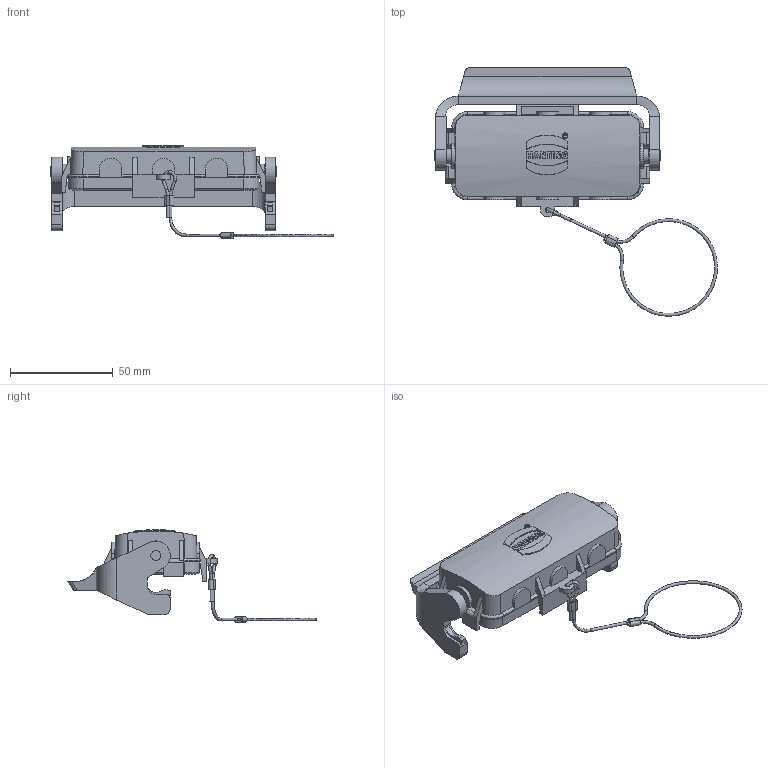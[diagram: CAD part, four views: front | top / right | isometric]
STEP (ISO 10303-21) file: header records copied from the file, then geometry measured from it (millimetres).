
FILE_DESCRIPTION(/* description */ (''),/* implementation_level */ '2;1');
FILE_NAME(/* name */ '100095444ugm000_d.stp',/* time_stamp */ '2019-09-06T10:27:07+02:00',/* author */ (''),/* organization */ (''),/* preprocessor_version */ 'ST-DEVELOPER v16.7',/* originating_system */ 'SIEMENS PLM Software NX 12.0',/* authorisation */ '');
FILE_SCHEMA (('AUTOMOTIVE_DESIGN { 1 0 10303 214 3 1 1 1 }'));
Length unit declared in the file: millimetre
Products named in the file (1): 100095444ugm000_d
Bounding box: 137.6 x 120.81 x 45.06 mm (x, y, z)
Volume: 43174.5 mm3; surface area: 30442.5 mm2
Topology: 2 solids, 2 shells, 383 faces, 1028 edges, 671 vertices
Faces by surface type: plane 201, cylinder 86, bspline 76, torus 8, cone 6, extrusion 6
Full cylindrical faces by diameter (mm): 2.1 x1, 4.8 x4, 7 x2
Entity records: 16249 total; most frequent: CARTESIAN_POINT 5756, ORIENTED_EDGE 1974, DIRECTION 1521, EDGE_CURVE 987, VERTEX_POINT 656, VECTOR 577, LINE 571, AXIS2_PLACEMENT_3D 472
